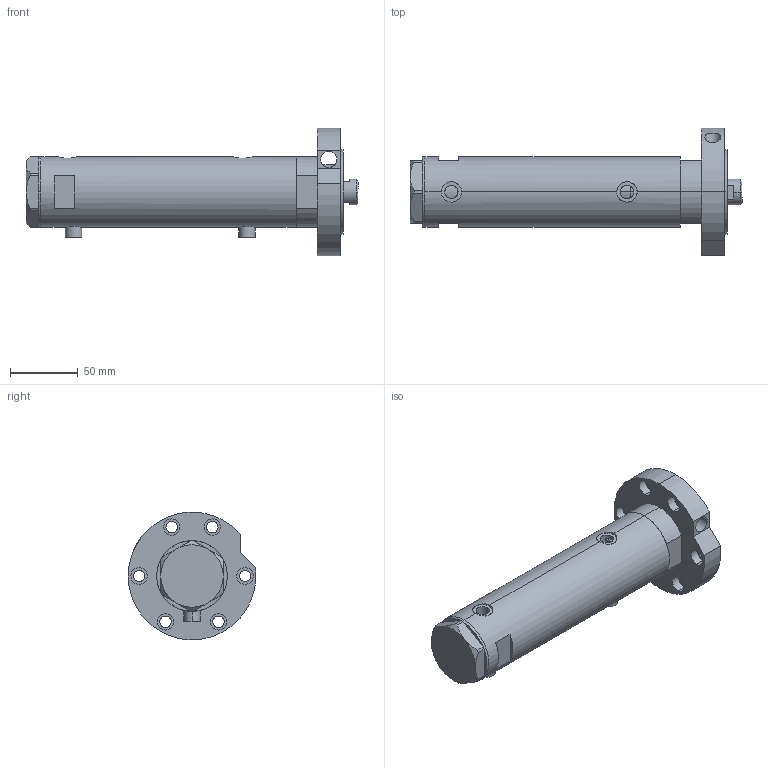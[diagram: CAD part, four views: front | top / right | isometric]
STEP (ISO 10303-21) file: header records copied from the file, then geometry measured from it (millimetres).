
FILE_DESCRIPTION (( 'STEP AP203' ), '1' );
FILE_NAME ('d3b5.STEP', '2025-12-04T09:01:46', ( '' ), ( '' ), 'SwSTEP 2.0', 'SolidWorks 2019', '' );
FILE_SCHEMA (( 'CONFIG_CONTROL_DESIGN' ));
Length unit declared in the file: millimetre
Products named in the file (6): d3b5; V270CG_FRONT 7587ea2e79e25391b982456b7cde4676; V270CG_MIDDLE 7587ea2e79e25391b982456b7cde4676; V270CG_RF211E 7587ea2e79e25391b982456b7cde4676; V270CG_BACK 7587ea2e79e25391b982456b7cde4676; V270CG_VC 7587ea2e79e25391b982456b7cde4676
Assembly tree (5 placements, depth 2):
  d3b5
    V270CG_MIDDLE 7587ea2e79e25391b982456b7cde4676
    V270CG_BACK 7587ea2e79e25391b982456b7cde4676
    V270CG_FRONT 7587ea2e79e25391b982456b7cde4676
    V270CG_VC 7587ea2e79e25391b982456b7cde4676
    V270CG_RF211E 7587ea2e79e25391b982456b7cde4676
Bounding box: 244.4 x 93.96 x 94 mm (x, y, z)
Volume: 520592.2 mm3; surface area: 120142.8 mm2
Topology: 5 solids, 5 shells, 178 faces, 415 edges, 259 vertices
Faces by surface type: cylinder 82, plane 76, cone 16, torus 4
Entity records: 6474 total; most frequent: CARTESIAN_POINT 1653, DIRECTION 939, ORIENTED_EDGE 826, EDGE_CURVE 413, AXIS2_PLACEMENT_3D 384, VERTEX_POINT 259, EDGE_LOOP 218, CIRCLE 198
